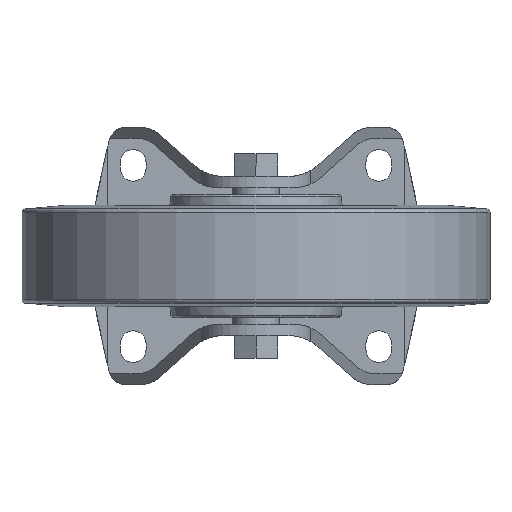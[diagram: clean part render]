
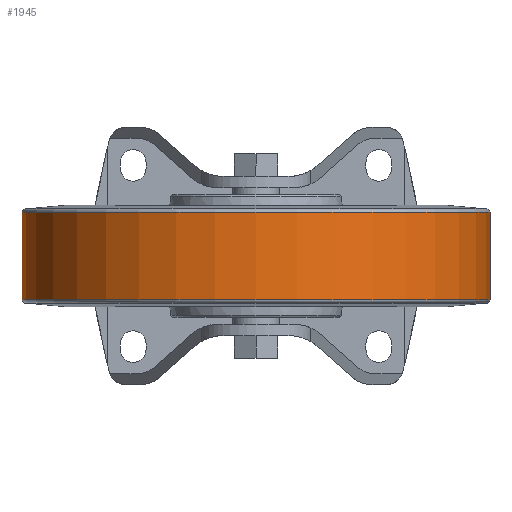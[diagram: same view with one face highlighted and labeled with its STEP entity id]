
A CAD part, front view. The second image highlights one B-rep face of the part: STEP entity #1945.
In plain terms, the highlighted cylindrical face has radius 100 mm (diameter 200 mm), a full revolution.
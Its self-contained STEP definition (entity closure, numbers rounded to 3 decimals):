
#948=ORIENTED_EDGE('',*,*,#1230,.F.);
#949=ORIENTED_EDGE('',*,*,#1229,.T.);
#1229=EDGE_CURVE('',#1417,#1417,#1497,.T.);
#1230=EDGE_CURVE('',#1418,#1418,#1498,.T.);
#1417=VERTEX_POINT('',#3348);
#1418=VERTEX_POINT('',#3351);
#1497=CIRCLE('',#2160,100.);
#1498=CIRCLE('',#2162,100.);
#1634=EDGE_LOOP('',(#948));
#1635=EDGE_LOOP('',(#949));
#1784=FACE_BOUND('',#1634,.T.);
#1785=FACE_BOUND('',#1635,.T.);
#1845=CYLINDRICAL_SURFACE('',#2161,100.);
#1945=ADVANCED_FACE('',(#1784,#1785),#1845,.T.);
#2160=AXIS2_PLACEMENT_3D('',#3347,#2722,#2723);
#2161=AXIS2_PLACEMENT_3D('',#3349,#2724,#2725);
#2162=AXIS2_PLACEMENT_3D('',#3350,#2726,#2727);
#2722=DIRECTION('',(0.,0.,-1.));
#2723=DIRECTION('',(-1.,0.,0.));
#2724=DIRECTION('',(0.,0.,-1.));
#2725=DIRECTION('',(-1.,0.,0.));
#2726=DIRECTION('',(0.,0.,-1.));
#2727=DIRECTION('',(-1.,0.,0.));
#3347=CARTESIAN_POINT('',(0.,0.,18.626));
#3348=CARTESIAN_POINT('',(-100.,0.,18.626));
#3349=CARTESIAN_POINT('',(0.,0.,-26.25));
#3350=CARTESIAN_POINT('',(0.,0.,-18.626));
#3351=CARTESIAN_POINT('',(-100.,0.,-18.626));
